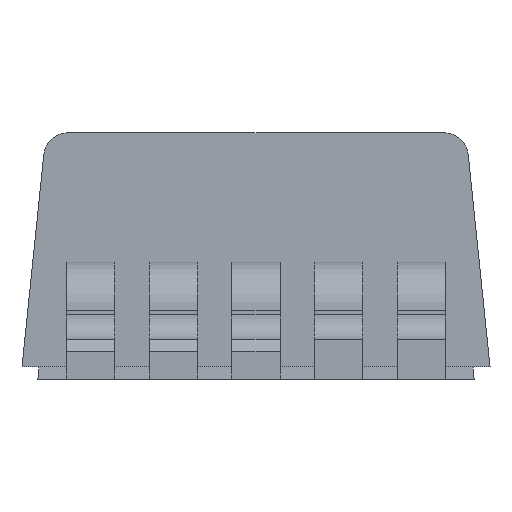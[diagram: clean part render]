
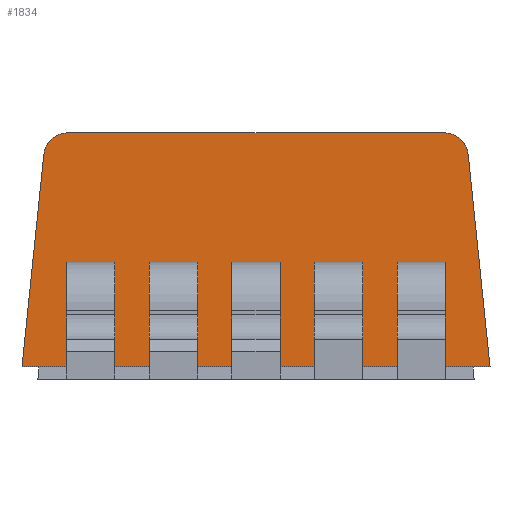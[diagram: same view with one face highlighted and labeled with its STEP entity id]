
A CAD part, front view. The second image highlights one B-rep face of the part: STEP entity #1834.
In plain terms, the highlighted planar face has unit normal (0, -1, 0).
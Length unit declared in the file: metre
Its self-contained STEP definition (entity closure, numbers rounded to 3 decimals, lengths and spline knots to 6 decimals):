
#101=CIRCLE('',#2064,0.0005);
#102=CIRCLE('',#2065,0.0005);
#569=ORIENTED_EDGE('',*,*,#853,.T.);
#570=ORIENTED_EDGE('',*,*,#854,.T.);
#571=ORIENTED_EDGE('',*,*,#855,.F.);
#572=ORIENTED_EDGE('',*,*,#856,.T.);
#573=ORIENTED_EDGE('',*,*,#857,.T.);
#574=ORIENTED_EDGE('',*,*,#858,.T.);
#853=EDGE_CURVE('',#1032,#1033,#1238,.F.);
#854=EDGE_CURVE('',#1033,#1034,#101,.F.);
#855=EDGE_CURVE('',#1035,#1034,#1239,.T.);
#856=EDGE_CURVE('',#1035,#1036,#102,.F.);
#857=EDGE_CURVE('',#1036,#1037,#1240,.T.);
#858=EDGE_CURVE('',#1037,#1032,#1241,.T.);
#1032=VERTEX_POINT('',#3094);
#1033=VERTEX_POINT('',#3095);
#1034=VERTEX_POINT('',#3097);
#1035=VERTEX_POINT('',#3099);
#1036=VERTEX_POINT('',#3101);
#1037=VERTEX_POINT('',#3103);
#1238=LINE('',#3093,#1445);
#1239=LINE('',#3098,#1446);
#1240=LINE('',#3102,#1447);
#1241=LINE('',#3104,#1448);
#1445=VECTOR('',#2552,1.);
#1446=VECTOR('',#2555,1.);
#1447=VECTOR('',#2558,1.);
#1448=VECTOR('',#2559,1.);
#1552=EDGE_LOOP('',(#569,#570,#571,#572,#573,#574));
#1655=FACE_BOUND('',#1552,.T.);
#1738=PLANE('',#2063);
#1834=ADVANCED_FACE('',(#1655),#1738,.F.);
#2063=AXIS2_PLACEMENT_3D('',#3092,#2550,#2551);
#2064=AXIS2_PLACEMENT_3D('',#3096,#2553,#2554);
#2065=AXIS2_PLACEMENT_3D('',#3100,#2556,#2557);
#2550=DIRECTION('',(0.,1.,0.));
#2551=DIRECTION('',(-1.,0.,0.));
#2552=DIRECTION('',(0.102,0.,-0.995));
#2553=DIRECTION('',(0.,1.,0.));
#2554=DIRECTION('',(-1.,0.,0.));
#2555=DIRECTION('',(1.,0.,0.));
#2556=DIRECTION('',(0.,1.,0.));
#2557=DIRECTION('',(-1.,0.,0.));
#2558=DIRECTION('',(-0.102,0.,-0.995));
#2559=DIRECTION('',(1.,0.,0.));
#3092=CARTESIAN_POINT('',(0.,-0.004826,0.00508));
#3093=CARTESIAN_POINT('',(0.004826,-0.004826,0.000254));
#3094=CARTESIAN_POINT('',(0.004826,-0.004826,0.000254));
#3095=CARTESIAN_POINT('',(0.004377,-0.004826,0.004631));
#3096=CARTESIAN_POINT('',(0.003879,-0.004826,0.00458));
#3097=CARTESIAN_POINT('',(0.003879,-0.004826,0.00508));
#3098=CARTESIAN_POINT('',(0.,-0.004826,0.00508));
#3099=CARTESIAN_POINT('',(-0.003879,-0.004826,0.00508));
#3100=CARTESIAN_POINT('',(-0.003879,-0.004826,0.00458));
#3101=CARTESIAN_POINT('',(-0.004377,-0.004826,0.004631));
#3102=CARTESIAN_POINT('',(-0.004331,-0.004826,0.00508));
#3103=CARTESIAN_POINT('',(-0.004826,-0.004826,0.000254));
#3104=CARTESIAN_POINT('',(0.,-0.004826,0.000254));
